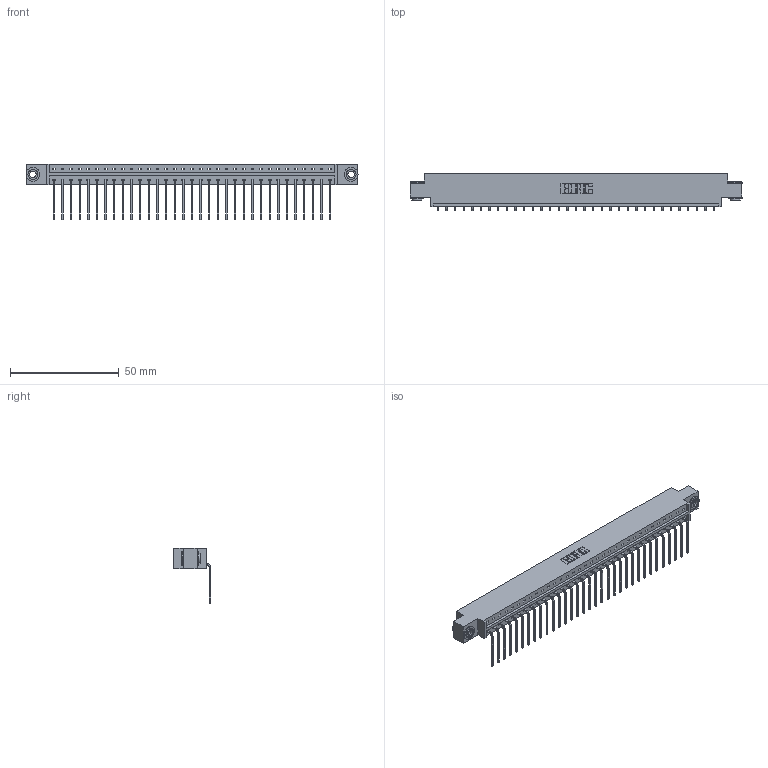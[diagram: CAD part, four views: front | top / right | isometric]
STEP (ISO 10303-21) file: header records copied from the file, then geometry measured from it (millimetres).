
FILE_DESCRIPTION (( 'STEP AP203' ), '1' );
FILE_NAME ('833-033-559-603.STEP', '2020-06-02T20:53:01', ( '' ), ( '' ), 'SwSTEP 2.0', 'SolidWorks 2020', '' );
FILE_SCHEMA (( 'CONFIG_CONTROL_DESIGN' ));
Length unit declared in the file: inch
Products named in the file (4): 833 Part_Offset - .156 Dia - TH; 345-250-002_345-250-002-102; 833-033-559-603; 345-292-001_558 559 Tail - 1
Assembly tree (36 placements, depth 2):
  833-033-559-603
    833 Part_Offset - .156 Dia - TH
    345-292-001_558 559 Tail - 1  x33
    345-250-002_345-250-002-102  x2
Bounding box: 152.3 x 17.09 x 25.53 mm (x, y, z)
Volume: 15149.7 mm3; surface area: 17432.6 mm2
Topology: 36 solids, 36 shells, 2136 faces, 6405 edges, 4222 vertices
Faces by surface type: plane 1536, cylinder 592, cone 8
Entity records: 22204 total; most frequent: CARTESIAN_POINT 3812, ORIENTED_EDGE 3774, DIRECTION 3267, EDGE_CURVE 1887, LINE 1735, VECTOR 1735, VERTEX_POINT 1254, AXIS2_PLACEMENT_3D 766
